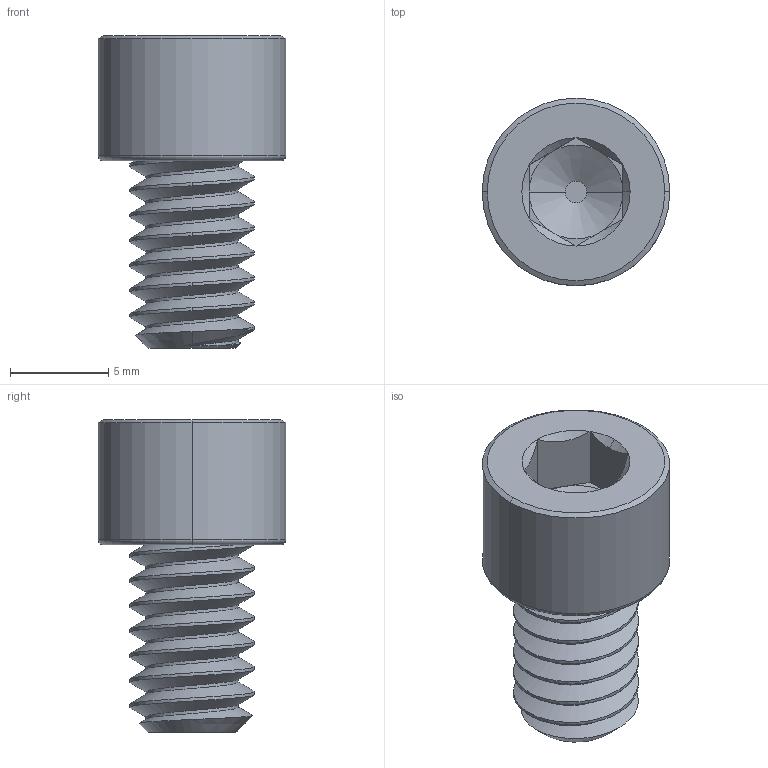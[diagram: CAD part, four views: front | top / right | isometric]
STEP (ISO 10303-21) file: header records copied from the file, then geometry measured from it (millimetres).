
FILE_DESCRIPTION (( 'STEP AP203' ), '1' );
FILE_NAME ('92562A712_Mil. Spec. Alloy Steel Socket Head Screw.STEP', '2021-10-25T17:57:43', ( 'Administrator' ), ( 'Managed by Terraform' ), 'SwSTEP 2.0', 'SolidWorks 2017', '' );
FILE_SCHEMA (( 'CONFIG_CONTROL_DESIGN' ));
Length unit declared in the file: inch
Products named in the file (1): 92562A712_Mil. Spec. Alloy Steel Socket Head Screw
Bounding box: 9.53 x 9.53 x 15.88 mm (x, y, z)
Volume: 608 mm3; surface area: 703.1 mm2
Topology: 2 solids, 2 shells, 52 faces, 117 edges, 70 vertices
Faces by surface type: plane 17, cylinder 16, cone 14, bspline 3, torus 2
Entity records: 2839 total; most frequent: CARTESIAN_POINT 1720, ORIENTED_EDGE 234, DIRECTION 199, EDGE_CURVE 117, AXIS2_PLACEMENT_3D 79, VERTEX_POINT 70, EDGE_LOOP 53, FACE_OUTER_BOUND 52
